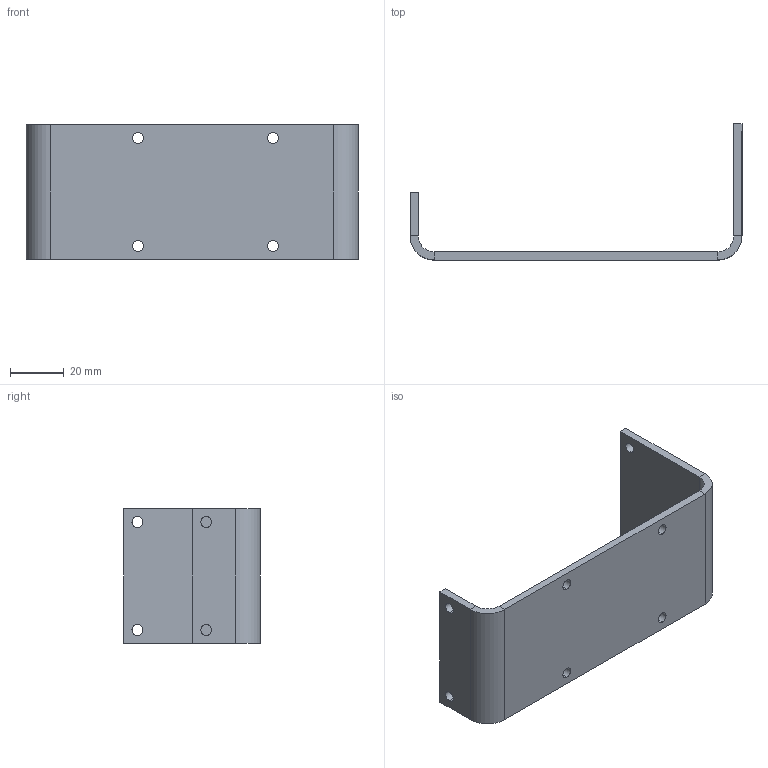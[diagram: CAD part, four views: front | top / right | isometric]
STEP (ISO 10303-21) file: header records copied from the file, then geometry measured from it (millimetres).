
FILE_DESCRIPTION (( 'STEP AP203' ), '1' );
FILE_NAME ('jockey_plate_Default_sldprt.STEP', '2025-04-30T13:51:23', ( '' ), ( '' ), 'SwSTEP 2.0', 'SolidWorks 2024', '' );
FILE_SCHEMA (( 'CONFIG_CONTROL_DESIGN' ));
Length unit declared in the file: millimetre
Products named in the file (1): jockey_plate_Default_sldprt
Bounding box: 123 x 50.5 x 50 mm (x, y, z)
Volume: 27607.7 mm3; surface area: 20121.6 mm2
Topology: 1 solids, 1 shells, 54 faces, 124 edges, 72 vertices
Faces by surface type: cylinder 20, plane 18, cone 16
Entity records: 1617 total; most frequent: DIRECTION 290, CARTESIAN_POINT 251, ORIENTED_EDGE 248, EDGE_CURVE 124, AXIS2_PLACEMENT_3D 111, VERTEX_POINT 72, EDGE_LOOP 70, VECTOR 68
